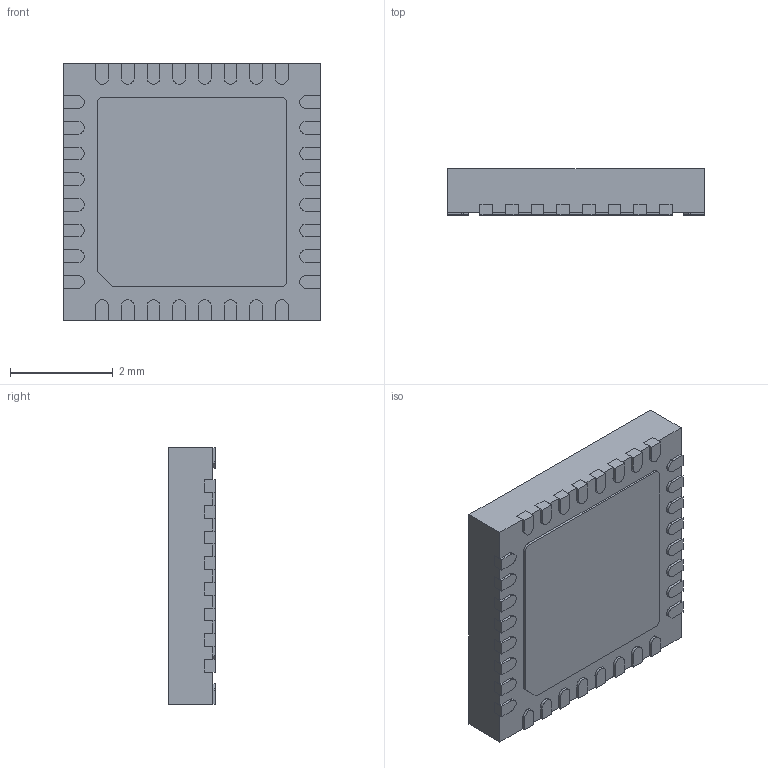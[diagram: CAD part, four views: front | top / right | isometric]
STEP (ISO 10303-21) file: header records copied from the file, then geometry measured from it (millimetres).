
FILE_DESCRIPTION (( 'STEP AP214' ), '1' );
FILE_NAME ('ESP32-C6FH4.STEP', '2025-01-30T17:27:43', ( '' ), ( '' ), 'SwSTEP 2.0', 'SolidWorks 2021', '' );
FILE_SCHEMA (( 'AUTOMOTIVE_DESIGN' ));
Length unit declared in the file: millimetre
Products named in the file (1): ESP32-C6FH4
Bounding box: 5 x 0.9 x 5 mm (x, y, z)
Volume: 22.1 mm3; surface area: 117.5 mm2
Topology: 35 solids, 35 shells, 416 faces, 1032 edges, 688 vertices
Faces by surface type: plane 294, cylinder 122
Entity records: 12660 total; most frequent: CARTESIAN_POINT 2137, DIRECTION 2110, ORIENTED_EDGE 2064, EDGE_CURVE 1032, VECTOR 788, LINE 788, VERTEX_POINT 688, AXIS2_PLACEMENT_3D 661
